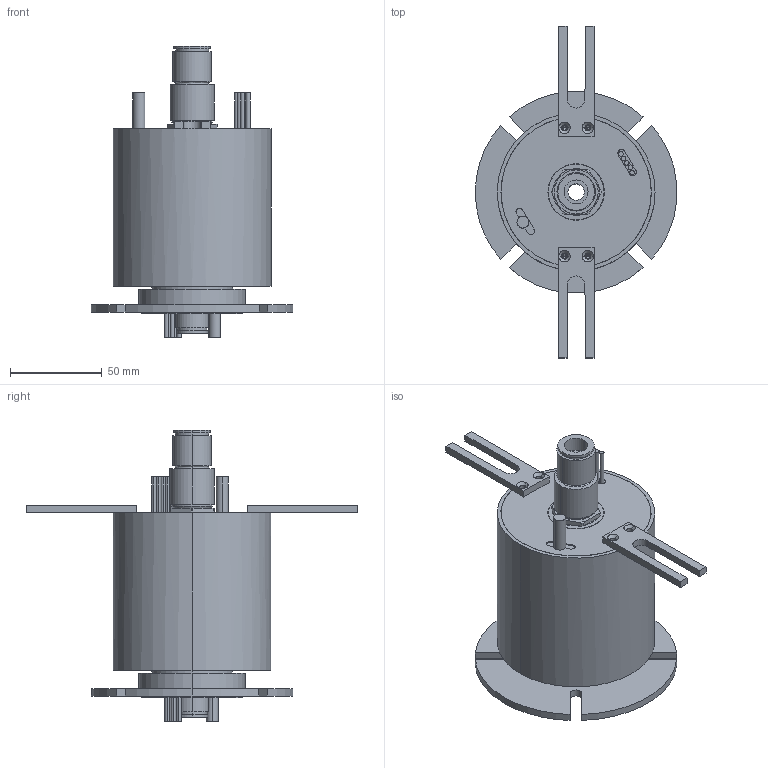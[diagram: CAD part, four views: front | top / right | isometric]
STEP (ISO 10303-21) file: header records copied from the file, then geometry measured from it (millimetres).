
FILE_DESCRIPTION (( 'STEP AP203' ), '1' );
FILE_NAME ('装配体5.STEP', '2021-02-03T06:51:10', ( '微软用户' ), ( '微软中国' ), 'SwSTEP 2.0', 'SolidWorks 2014', '' );
FILE_SCHEMA (( 'CONFIG_CONTROL_DESIGN' ));
Length unit declared in the file: millimetre
Products named in the file (4): RX01230002; KSH12-03S; KQ2S12-03S; 蚾饜极5
Assembly tree (3 placements, depth 2):
  蚾饜极5
    RX01230002
    KSH12-03S
    KQ2S12-03S
Bounding box: 109.82 x 181 x 159.1 mm (x, y, z)
Volume: 564001.7 mm3; surface area: 84287.9 mm2
Topology: 3 solids, 3 shells, 277 faces, 657 edges, 422 vertices
Faces by surface type: cylinder 135, plane 104, cone 36, bspline 2
Entity records: 8873 total; most frequent: CARTESIAN_POINT 1862, DIRECTION 1485, ORIENTED_EDGE 1298, EDGE_CURVE 649, AXIS2_PLACEMENT_3D 597, VERTEX_POINT 422, EDGE_LOOP 331, CIRCLE 316
